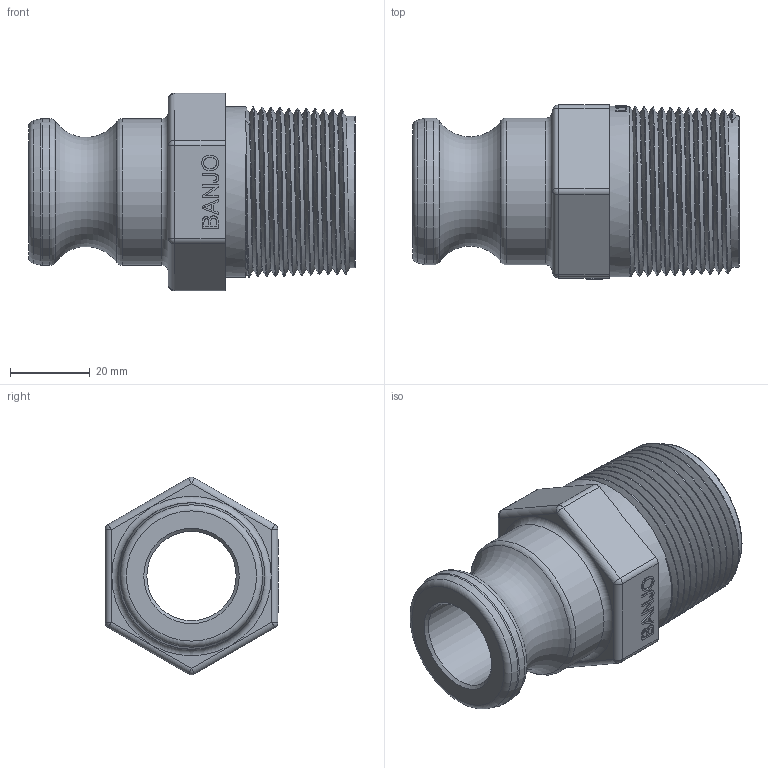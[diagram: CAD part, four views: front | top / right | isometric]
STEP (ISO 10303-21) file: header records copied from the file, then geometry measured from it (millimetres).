
FILE_DESCRIPTION(/* description */ ('1" Male Adapter X 1 1/4" Male NPT'),/* implementation_level */ '2;1');
FILE_NAME(/* name */ '125F.stp',/* time_stamp */ '2014-02-25T10:00:51-05:00',/* author */ ('DTruax'),/* organization */ (''),/* preprocessor_version */ 'ST-DEVELOPER v15.2',/* originating_system */ 'Autodesk Inventor 2014',/* authorisation */ '');
FILE_SCHEMA (('AUTOMOTIVE_DESIGN { 1 0 10303 214 3 1 1 }'));
Length unit declared in the file: inch
Products named in the file (1): 125F
Bounding box: 81.72 x 43.51 x 49.46 mm (x, y, z)
Volume: 48397 mm3; surface area: 21506.7 mm2
Topology: 1 solids, 1 shells, 290 faces, 750 edges, 488 vertices
Faces by surface type: plane 157, bspline 70, cylinder 30, cone 18, torus 9, sphere 6
Full cylindrical faces by diameter (mm): 11.176 x1, 22.352 x1, 31.09 x1, 36.728 x2, 42.672 x1
Entity records: 16149 total; most frequent: CARTESIAN_POINT 9964, ORIENTED_EDGE 1390, DIRECTION 1000, EDGE_CURVE 695, VERTEX_POINT 464, LINE 404, VECTOR 404, EDGE_LOOP 327
